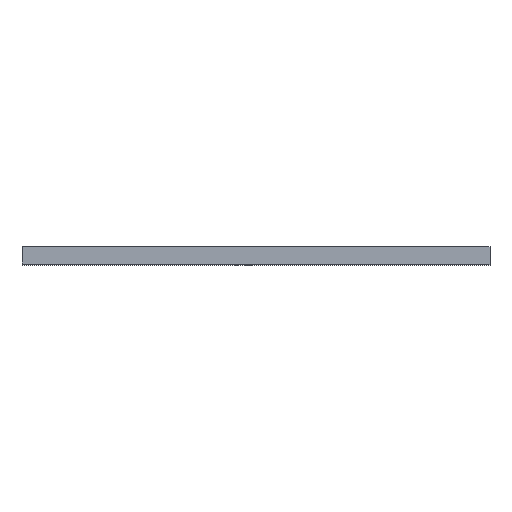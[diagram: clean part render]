
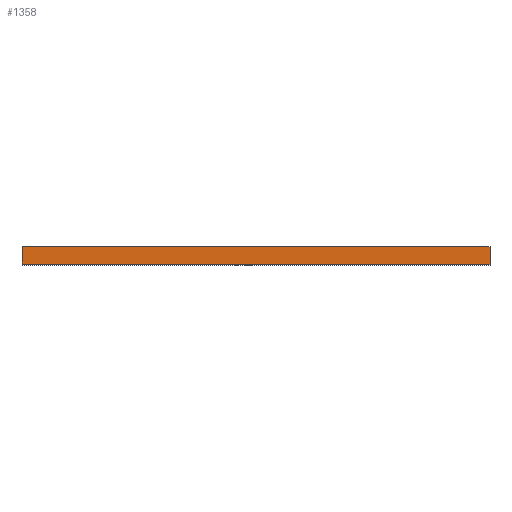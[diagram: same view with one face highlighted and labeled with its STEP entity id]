
A CAD part, top view. The second image highlights one B-rep face of the part: STEP entity #1358.
In plain terms, the highlighted planar face has unit normal (0, 0, 1).
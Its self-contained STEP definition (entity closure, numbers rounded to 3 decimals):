
#40=LINE('',#1804,#211);
#60=LINE('',#1859,#231);
#101=LINE('',#1963,#272);
#202=LINE('',#2167,#373);
#211=VECTOR('',#1473,10.);
#231=VECTOR('',#1511,10.);
#272=VECTOR('',#1576,10.);
#373=VECTOR('',#1769,10.);
#432=PLANE('',#1447);
#497=FACE_OUTER_BOUND('',#570,.T.);
#570=EDGE_LOOP('',(#1254,#1255,#1256,#1257));
#606=VERTEX_POINT('',#1801);
#607=VERTEX_POINT('',#1803);
#627=VERTEX_POINT('',#1857);
#666=VERTEX_POINT('',#1961);
#736=EDGE_CURVE('',#606,#607,#40,.T.);
#762=EDGE_CURVE('',#627,#606,#60,.T.);
#810=EDGE_CURVE('',#627,#666,#101,.T.);
#912=EDGE_CURVE('',#607,#666,#202,.T.);
#1254=ORIENTED_EDGE('',*,*,#810,.T.);
#1255=ORIENTED_EDGE('',*,*,#912,.F.);
#1256=ORIENTED_EDGE('',*,*,#736,.F.);
#1257=ORIENTED_EDGE('',*,*,#762,.F.);
#1358=ADVANCED_FACE('',(#497),#432,.T.);
#1447=AXIS2_PLACEMENT_3D('',#2166,#1767,#1768);
#1473=DIRECTION('',(0.,1.,0.));
#1511=DIRECTION('',(-1.,0.,0.));
#1576=DIRECTION('',(0.,1.,0.));
#1767=DIRECTION('center_axis',(0.,0.,1.));
#1768=DIRECTION('ref_axis',(1.,0.,0.));
#1769=DIRECTION('',(1.,0.,0.));
#1801=CARTESIAN_POINT('',(0.,-3.,0.));
#1803=CARTESIAN_POINT('',(0.,6.,0.));
#1804=CARTESIAN_POINT('',(0.,0.,0.));
#1857=CARTESIAN_POINT('',(247.2,-3.,0.));
#1859=CARTESIAN_POINT('',(0.,-3.,0.));
#1961=CARTESIAN_POINT('',(247.2,6.,0.));
#1963=CARTESIAN_POINT('',(247.2,0.,0.));
#2166=CARTESIAN_POINT('Origin',(0.,0.,0.));
#2167=CARTESIAN_POINT('',(0.,6.,0.));
